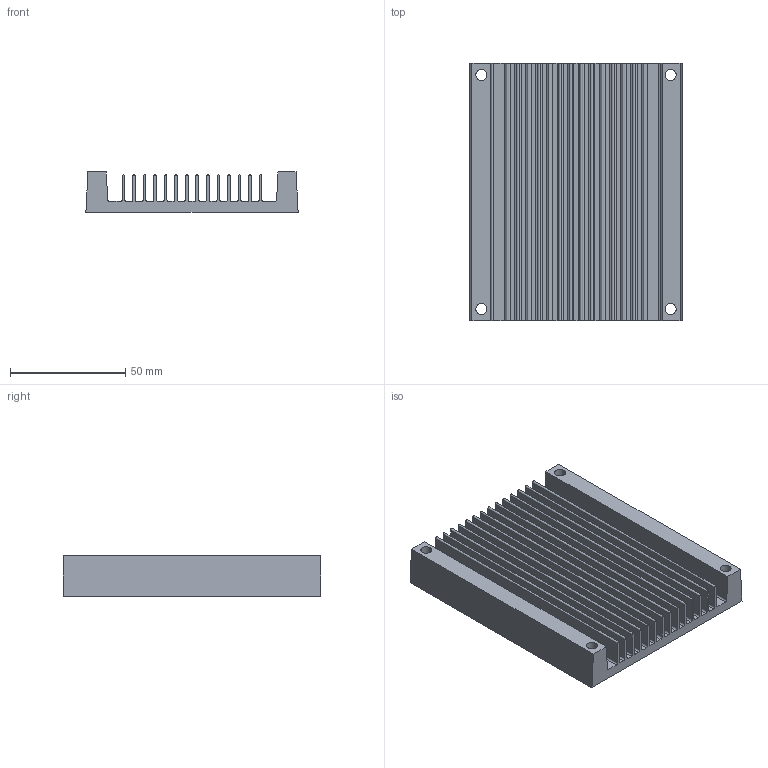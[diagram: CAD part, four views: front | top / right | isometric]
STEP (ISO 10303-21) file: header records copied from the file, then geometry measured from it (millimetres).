
FILE_DESCRIPTION (( 'STEP AP214' ), '1' );
FILE_NAME ('32177.STEP', '2011-02-25T15:46:57', ( 'Vicor Employee' ), ( 'Vicor Corporation' ), 'SwSTEP 2.0', 'SolidWorks 2010', '' );
FILE_SCHEMA (( 'AUTOMOTIVE_DESIGN' ));
Length unit declared in the file: inch
Products named in the file (1): 32177
Bounding box: 92 x 111.51 x 17.37 mm (x, y, z)
Volume: 90685.4 mm3; surface area: 63570.4 mm2
Topology: 1 solids, 1 shells, 100 faces, 298 edges, 200 vertices
Faces by surface type: plane 52, cylinder 48
Full cylindrical faces by diameter (mm): 4.775 x4
Entity records: 3390 total; most frequent: DIRECTION 588, CARTESIAN_POINT 587, ORIENTED_EDGE 580, EDGE_CURVE 290, AXIS2_PLACEMENT_3D 197, VERTEX_POINT 196, VECTOR 194, LINE 194
